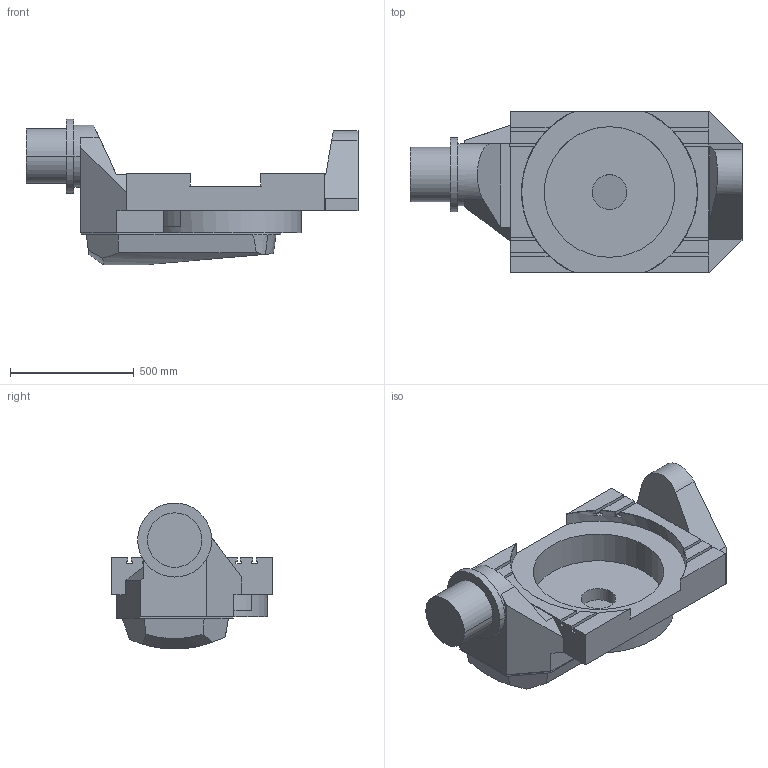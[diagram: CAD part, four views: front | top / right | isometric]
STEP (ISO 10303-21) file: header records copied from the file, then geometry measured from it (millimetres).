
FILE_DESCRIPTION(('FreeCAD Model'),'2;1');
FILE_NAME('Open CASCADE Shape Model','2025-08-14T08:17:53',(''),(''), 'Open CASCADE STEP processor 7.6','FreeCAD','Unknown');
FILE_SCHEMA(('AUTOMOTIVE_DESIGN { 1 0 10303 214 1 1 1 1 }'));
Length unit declared in the file: millimetre
Products named in the file (1): A
Bounding box: 1341.2 x 650 x 589.6 mm (x, y, z)
Volume: 109193878.9 mm3; surface area: 3600026.8 mm2
Topology: 1 solids, 1 shells, 160 faces, 460 edges, 308 vertices
Faces by surface type: plane 126, cylinder 18, cone 14, bspline 2
Full cylindrical faces by diameter (mm): 140 x1, 527.8 x1
Entity records: 12951 total; most frequent: CARTESIAN_POINT 3976, DIRECTION 1624, LINE 1076, VECTOR 1076, ORIENTED_EDGE 920, PCURVE 920, DEFINITIONAL_REPRESENTATION 920, EDGE_CURVE 460
